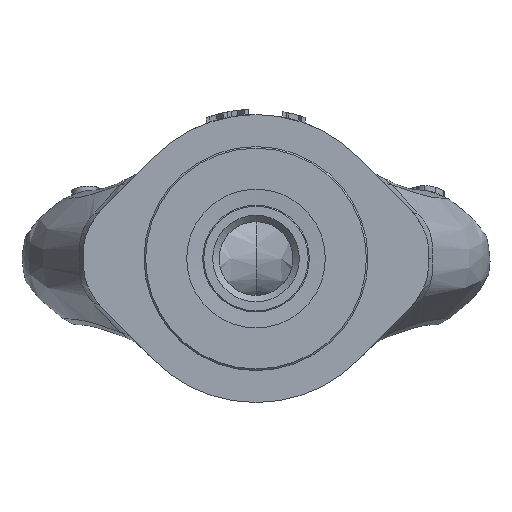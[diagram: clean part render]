
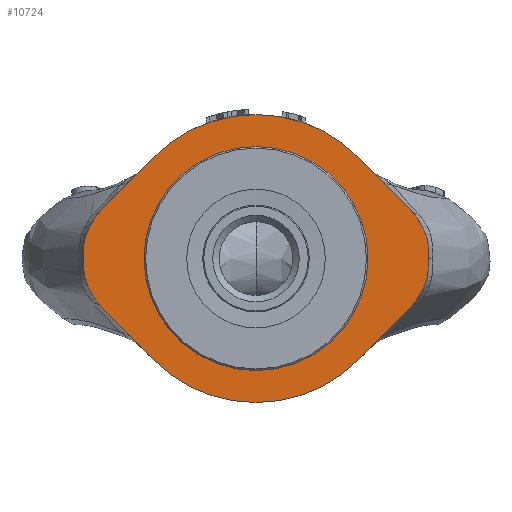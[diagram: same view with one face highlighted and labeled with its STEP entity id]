
A CAD part, front view. The second image highlights one B-rep face of the part: STEP entity #10724.
In plain terms, the highlighted face is planar.
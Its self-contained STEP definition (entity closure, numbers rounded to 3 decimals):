
#364=LINE('',#28448,#1163);
#367=LINE('',#28688,#1166);
#372=LINE('',#29424,#1171);
#375=LINE('',#29683,#1174);
#1163=VECTOR('',#12892,10.);
#1166=VECTOR('',#12903,10.);
#1171=VECTOR('',#12940,10.);
#1174=VECTOR('',#12955,10.);
#1829=PLANE('',#11514);
#2043=FACE_BOUND('',#3098,.T.);
#2448=FACE_OUTER_BOUND('',#3097,.T.);
#3097=EDGE_LOOP('',(#8739,#8740,#8741,#8742,#8743,#8744,#8745,#8746,#8747,
#8748,#8749,#8750,#8751,#8752));
#3098=EDGE_LOOP('',(#8753));
#3865=B_SPLINE_CURVE_WITH_KNOTS('',3,(#28575,#28576,#28577,#28578,#28579,
#28580,#28581,#28582),.UNSPECIFIED.,.F.,.F.,(4,2,2,4),(0.231,
0.314,0.381,0.537),.UNSPECIFIED.);
#3868=B_SPLINE_CURVE_WITH_KNOTS('',3,(#28749,#28750,#28751,#28752,#28753,
#28754,#28755,#28756,#28757,#28758),.UNSPECIFIED.,.F.,.F.,(4,2,2,2,4),(0.,
0.394,0.733,0.822,0.919),
 .UNSPECIFIED.);
#3873=B_SPLINE_CURVE_WITH_KNOTS('',3,(#29564,#29565,#29566,#29567,#29568,
#29569,#29570,#29571),.UNSPECIFIED.,.F.,.F.,(4,2,2,4),(0.231,
0.314,0.381,0.537),.UNSPECIFIED.);
#3878=B_SPLINE_CURVE_WITH_KNOTS('',3,(#29749,#29750,#29751,#29752,#29753,
#29754,#29755,#29756,#29757,#29758),.UNSPECIFIED.,.F.,.F.,(4,2,2,2,4),(0.,
0.394,0.733,0.822,0.919),
 .UNSPECIFIED.);
#4134=CIRCLE('',#11442,21.);
#4164=CIRCLE('',#11486,10.25);
#4166=CIRCLE('',#11489,10.25);
#4173=CIRCLE('',#11502,27.);
#4176=CIRCLE('',#11508,10.25);
#4178=CIRCLE('',#11511,10.25);
#4179=CIRCLE('',#11513,27.);
#4770=VERTEX_POINT('',#23669);
#4805=VERTEX_POINT('',#28445);
#4806=VERTEX_POINT('',#28447);
#4807=VERTEX_POINT('',#28566);
#4809=VERTEX_POINT('',#28570);
#4811=VERTEX_POINT('',#28685);
#4812=VERTEX_POINT('',#28687);
#4813=VERTEX_POINT('',#28748);
#4818=VERTEX_POINT('',#29421);
#4819=VERTEX_POINT('',#29423);
#4821=VERTEX_POINT('',#29561);
#4822=VERTEX_POINT('',#29563);
#4825=VERTEX_POINT('',#29680);
#4826=VERTEX_POINT('',#29682);
#4827=VERTEX_POINT('',#29744);
#6110=EDGE_CURVE('',#4770,#4770,#4134,.T.);
#6169=EDGE_CURVE('',#4805,#4806,#364,.T.);
#6174=EDGE_CURVE('',#4809,#4807,#3865,.F.);
#6179=EDGE_CURVE('',#4811,#4812,#367,.T.);
#6181=EDGE_CURVE('',#4812,#4809,#4164,.T.);
#6182=EDGE_CURVE('',#4813,#4807,#3868,.T.);
#6185=EDGE_CURVE('',#4813,#4805,#4166,.T.);
#6197=EDGE_CURVE('',#4819,#4818,#372,.T.);
#6200=EDGE_CURVE('',#4806,#4818,#4173,.T.);
#6202=EDGE_CURVE('',#4822,#4821,#3873,.F.);
#6209=EDGE_CURVE('',#4826,#4825,#375,.T.);
#6211=EDGE_CURVE('',#4825,#4822,#4176,.T.);
#6214=EDGE_CURVE('',#4827,#4821,#3878,.T.);
#6215=EDGE_CURVE('',#4827,#4819,#4178,.T.);
#6216=EDGE_CURVE('',#4811,#4826,#4179,.T.);
#8739=ORIENTED_EDGE('',*,*,#6216,.T.);
#8740=ORIENTED_EDGE('',*,*,#6209,.T.);
#8741=ORIENTED_EDGE('',*,*,#6211,.T.);
#8742=ORIENTED_EDGE('',*,*,#6202,.T.);
#8743=ORIENTED_EDGE('',*,*,#6214,.F.);
#8744=ORIENTED_EDGE('',*,*,#6215,.T.);
#8745=ORIENTED_EDGE('',*,*,#6197,.T.);
#8746=ORIENTED_EDGE('',*,*,#6200,.F.);
#8747=ORIENTED_EDGE('',*,*,#6169,.F.);
#8748=ORIENTED_EDGE('',*,*,#6185,.F.);
#8749=ORIENTED_EDGE('',*,*,#6182,.T.);
#8750=ORIENTED_EDGE('',*,*,#6174,.F.);
#8751=ORIENTED_EDGE('',*,*,#6181,.F.);
#8752=ORIENTED_EDGE('',*,*,#6179,.F.);
#8753=ORIENTED_EDGE('',*,*,#6110,.T.);
#10724=ADVANCED_FACE('',(#2448,#2043),#1829,.F.);
#11442=AXIS2_PLACEMENT_3D('',#23670,#12807,#12808);
#11486=AXIS2_PLACEMENT_3D('',#28691,#12907,#12908);
#11489=AXIS2_PLACEMENT_3D('',#29333,#12913,#12914);
#11502=AXIS2_PLACEMENT_3D('',#29444,#12944,#12945);
#11508=AXIS2_PLACEMENT_3D('',#29686,#12959,#12960);
#11511=AXIS2_PLACEMENT_3D('',#29824,#12965,#12966);
#11513=AXIS2_PLACEMENT_3D('',#29826,#12969,#12970);
#11514=AXIS2_PLACEMENT_3D('',#29827,#12971,#12972);
#12807=DIRECTION('center_axis',(0.,0.,1.));
#12808=DIRECTION('ref_axis',(1.,0.,0.));
#12892=DIRECTION('',(0.7,-0.714,0.));
#12903=DIRECTION('',(-0.7,-0.714,0.));
#12907=DIRECTION('center_axis',(0.,0.,1.));
#12908=DIRECTION('ref_axis',(1.,0.,0.));
#12913=DIRECTION('center_axis',(0.,0.,1.));
#12914=DIRECTION('ref_axis',(0.714,0.7,0.));
#12940=DIRECTION('',(-0.7,-0.714,0.));
#12944=DIRECTION('center_axis',(0.,0.,1.));
#12945=DIRECTION('ref_axis',(-0.714,0.7,0.));
#12955=DIRECTION('',(0.7,-0.714,0.));
#12959=DIRECTION('center_axis',(0.,0.,-1.));
#12960=DIRECTION('ref_axis',(-1.,0.,0.));
#12965=DIRECTION('center_axis',(0.,0.,-1.));
#12966=DIRECTION('ref_axis',(-0.714,0.7,0.));
#12969=DIRECTION('center_axis',(0.,0.,-1.));
#12970=DIRECTION('ref_axis',(-0.714,-0.7,0.));
#12971=DIRECTION('center_axis',(0.,0.,1.));
#12972=DIRECTION('ref_axis',(1.,0.,0.));
#23669=CARTESIAN_POINT('',(-21.,0.,0.));
#23670=CARTESIAN_POINT('Origin',(0.,0.,0.));
#28445=CARTESIAN_POINT('',(-29.066,-8.929,0.));
#28447=CARTESIAN_POINT('',(-19.272,-18.91,0.));
#28448=CARTESIAN_POINT('',(-29.066,-8.929,0.));
#28566=CARTESIAN_POINT('',(-32.253,0.,0.));
#28570=CARTESIAN_POINT('',(-30.247,7.483,0.));
#28575=CARTESIAN_POINT('Ctrl Pts',(-32.253,0.,
0.));
#28576=CARTESIAN_POINT('Ctrl Pts',(-32.353,1.812,0.));
#28577=CARTESIAN_POINT('Ctrl Pts',(-32.29,2.536,0.));
#28578=CARTESIAN_POINT('Ctrl Pts',(-32.1,3.598,0.));
#28579=CARTESIAN_POINT('Ctrl Pts',(-31.972,4.065,0.));
#28580=CARTESIAN_POINT('Ctrl Pts',(-31.43,5.574,0.));
#28581=CARTESIAN_POINT('Ctrl Pts',(-30.87,6.559,0.));
#28582=CARTESIAN_POINT('Ctrl Pts',(-30.247,7.483,0.));
#28685=CARTESIAN_POINT('',(-19.272,18.91,0.));
#28687=CARTESIAN_POINT('',(-29.066,8.929,0.));
#28688=CARTESIAN_POINT('',(-19.272,18.91,0.));
#28691=CARTESIAN_POINT('Origin',(-21.75,1.75,0.));
#28748=CARTESIAN_POINT('',(-30.247,-7.483,0.));
#28749=CARTESIAN_POINT('Ctrl Pts',(-30.247,-7.483,
0.));
#28750=CARTESIAN_POINT('Ctrl Pts',(-30.982,-6.393,
0.));
#28751=CARTESIAN_POINT('Ctrl Pts',(-31.627,-5.223,
0.));
#28752=CARTESIAN_POINT('Ctrl Pts',(-32.303,-2.868,
0.));
#28753=CARTESIAN_POINT('Ctrl Pts',(-32.316,-2.031,
0.));
#28754=CARTESIAN_POINT('Ctrl Pts',(-32.297,-1.059,
0.));
#28755=CARTESIAN_POINT('Ctrl Pts',(-32.291,-0.857,
0.));
#28756=CARTESIAN_POINT('Ctrl Pts',(-32.275,-0.435,
0.));
#28757=CARTESIAN_POINT('Ctrl Pts',(-32.265,-0.218,
0.));
#28758=CARTESIAN_POINT('Ctrl Pts',(-32.253,0.,
0.));
#29333=CARTESIAN_POINT('Origin',(-21.75,-1.75,0.));
#29421=CARTESIAN_POINT('',(19.272,-18.91,0.));
#29423=CARTESIAN_POINT('',(29.066,-8.929,0.));
#29424=CARTESIAN_POINT('',(29.066,-8.929,0.));
#29444=CARTESIAN_POINT('Origin',(0.,0.,0.));
#29561=CARTESIAN_POINT('',(32.253,0.,0.));
#29563=CARTESIAN_POINT('',(30.247,7.483,0.));
#29564=CARTESIAN_POINT('Ctrl Pts',(32.253,0.,
0.));
#29565=CARTESIAN_POINT('Ctrl Pts',(32.353,1.812,0.));
#29566=CARTESIAN_POINT('Ctrl Pts',(32.29,2.536,0.));
#29567=CARTESIAN_POINT('Ctrl Pts',(32.1,3.598,0.));
#29568=CARTESIAN_POINT('Ctrl Pts',(31.972,4.065,0.));
#29569=CARTESIAN_POINT('Ctrl Pts',(31.43,5.574,0.));
#29570=CARTESIAN_POINT('Ctrl Pts',(30.87,6.559,0.));
#29571=CARTESIAN_POINT('Ctrl Pts',(30.247,7.483,0.));
#29680=CARTESIAN_POINT('',(29.066,8.929,0.));
#29682=CARTESIAN_POINT('',(19.272,18.91,0.));
#29683=CARTESIAN_POINT('',(19.272,18.91,0.));
#29686=CARTESIAN_POINT('Origin',(21.75,1.75,0.));
#29744=CARTESIAN_POINT('',(30.247,-7.483,0.));
#29749=CARTESIAN_POINT('Ctrl Pts',(30.247,-7.483,0.));
#29750=CARTESIAN_POINT('Ctrl Pts',(30.982,-6.393,0.));
#29751=CARTESIAN_POINT('Ctrl Pts',(31.627,-5.223,0.));
#29752=CARTESIAN_POINT('Ctrl Pts',(32.303,-2.868,0.));
#29753=CARTESIAN_POINT('Ctrl Pts',(32.316,-2.031,0.));
#29754=CARTESIAN_POINT('Ctrl Pts',(32.297,-1.059,0.));
#29755=CARTESIAN_POINT('Ctrl Pts',(32.291,-0.857,0.));
#29756=CARTESIAN_POINT('Ctrl Pts',(32.275,-0.435,
0.));
#29757=CARTESIAN_POINT('Ctrl Pts',(32.265,-0.218,
0.));
#29758=CARTESIAN_POINT('Ctrl Pts',(32.253,0.,
0.));
#29824=CARTESIAN_POINT('Origin',(21.75,-1.75,0.));
#29826=CARTESIAN_POINT('Origin',(0.,0.,0.));
#29827=CARTESIAN_POINT('Origin',(0.,0.,
0.));
